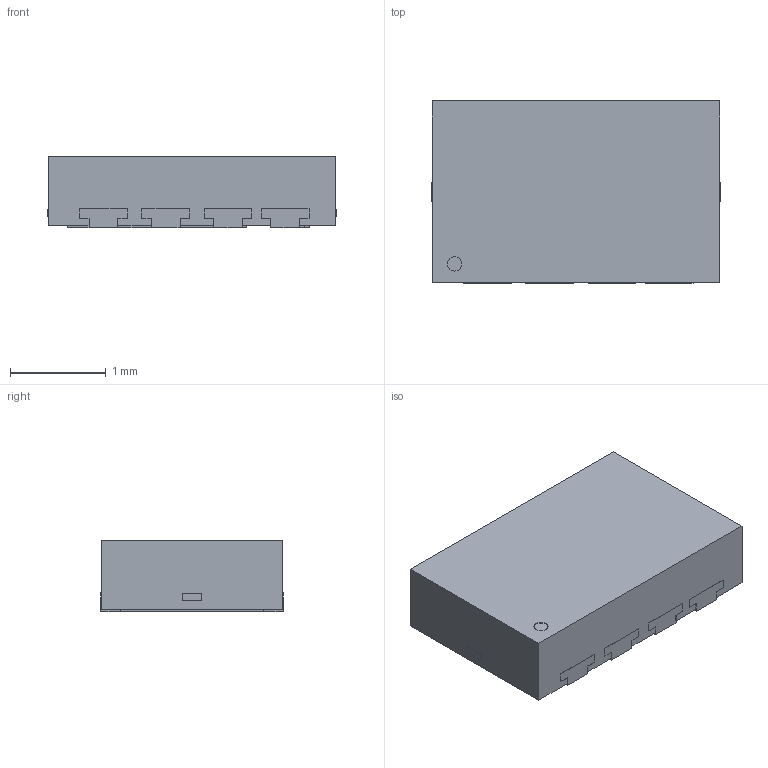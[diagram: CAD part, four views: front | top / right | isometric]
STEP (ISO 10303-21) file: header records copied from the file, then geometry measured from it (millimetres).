
FILE_DESCRIPTION(/* description */ (''),/* implementation_level */ '2;1');
FILE_NAME(/* name */ 'SI5442DU-T1-GE3.step',/* time_stamp */ '2025-07-03T09:34:47+02:00',/* author */ (''),/* organization */ (''),/* preprocessor_version */ 'ST-DEVELOPER v20.1',/* originating_system */ 'Autodesk Translation Framework v14.10.0.0',/* authorisation */ '');
FILE_SCHEMA (('AUTOMOTIVE_DESIGN { 1 0 10303 214 3 1 1 }'));
Length unit declared in the file: millimetre
Products named in the file (1): SI5442DU-T1-GE3
Bounding box: 3.02 x 1.9 x 0.75 mm (x, y, z)
Volume: 4.2 mm3; surface area: 31.9 mm2
Topology: 5 solids, 5 shells, 195 faces, 535 edges, 354 vertices
Faces by surface type: plane 182, cylinder 13
Full cylindrical faces by diameter (mm): 0.15 x1
Entity records: 6126 total; most frequent: CARTESIAN_POINT 1085, ORIENTED_EDGE 1070, DIRECTION 953, EDGE_CURVE 535, LINE 509, VECTOR 509, VERTEX_POINT 354, AXIS2_PLACEMENT_3D 222
